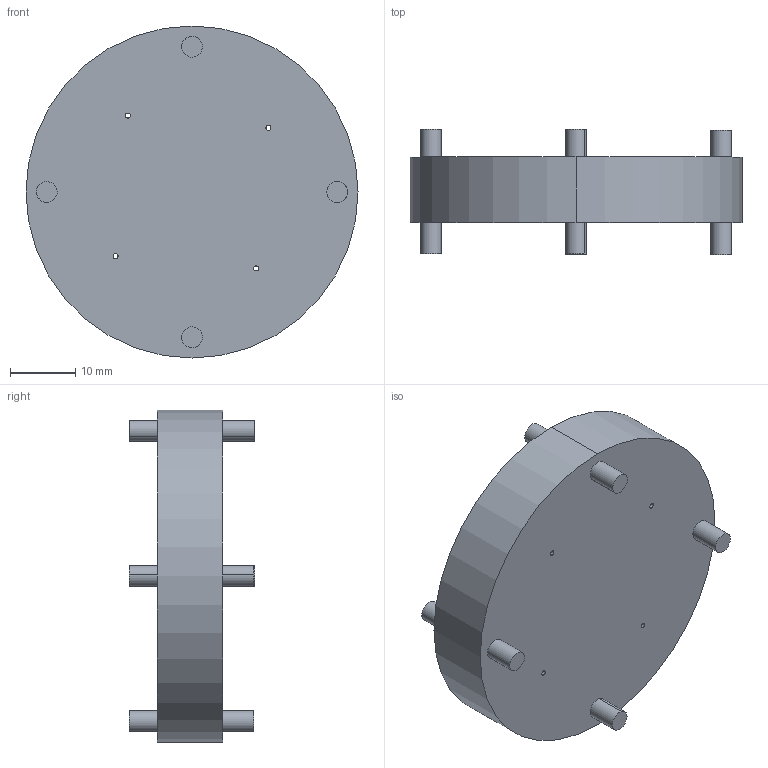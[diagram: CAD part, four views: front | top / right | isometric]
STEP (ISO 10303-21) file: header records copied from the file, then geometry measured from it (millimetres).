
FILE_DESCRIPTION (( 'STEP AP214' ), '1' );
FILE_NAME ('Top Disk with Dowells - JOVE.STEP', '2018-07-10T12:44:46', ( '' ), ( '' ), 'SwSTEP 2.0', 'SolidWorks 2017', '' );
FILE_SCHEMA (( 'AUTOMOTIVE_DESIGN' ));
Length unit declared in the file: inch
Products named in the file (3): Dowell; Top Disk; Top Disk with Dowells - JOVE
Assembly tree (5 placements, depth 2):
  Top Disk with Dowells - JOVE
    Top Disk
    Dowell  x4
Bounding box: 50.8 x 19.18 x 50.8 mm (x, y, z)
Volume: 19616.3 mm3; surface area: 7428.5 mm2
Topology: 5 solids, 5 shells, 48 faces, 102 edges, 68 vertices
Faces by surface type: cylinder 34, plane 14
Entity records: 1426 total; most frequent: DIRECTION 228, CARTESIAN_POINT 184, ORIENTED_EDGE 168, AXIS2_PLACEMENT_3D 100, EDGE_CURVE 84, CIRCLE 56, VERTEX_POINT 56, EDGE_LOOP 56
